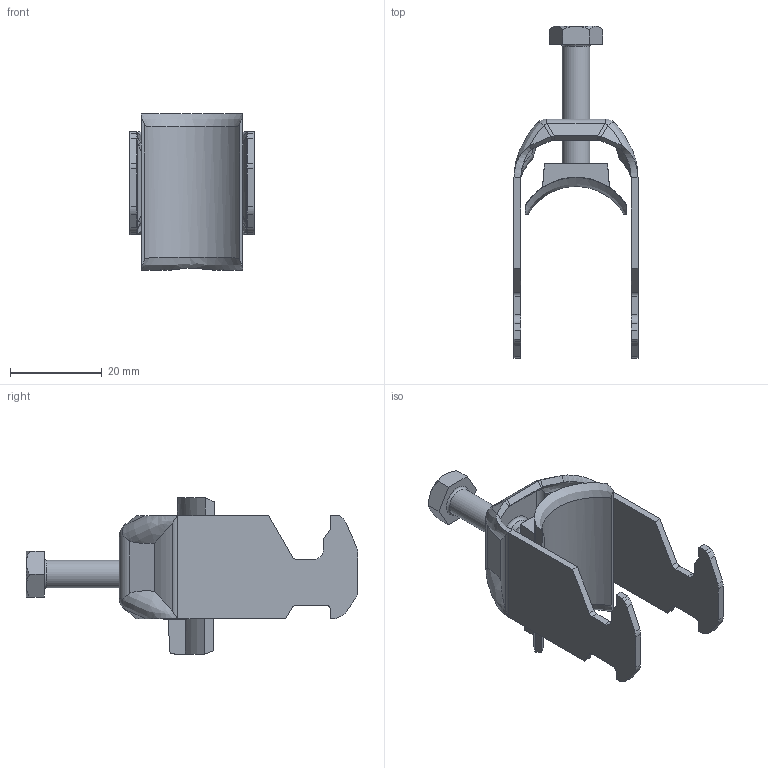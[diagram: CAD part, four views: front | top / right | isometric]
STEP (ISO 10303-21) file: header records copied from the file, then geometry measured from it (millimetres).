
FILE_DESCRIPTION (( 'STEP AP214' ), '1' );
FILE_NAME ('1186416.stp', '2023-09-13T07:12:23', ( '' ), ( '' ), 'SwSTEP 2.0', 'SolidWorks 2022', '' );
FILE_SCHEMA (( 'AUTOMOTIVE_DESIGN' ));
Length unit declared in the file: millimetre
Products named in the file (5): EB101-04-02_Einspritzpunkt Links; 142951_M6 x 26; EB101-00-04_Standard; 157093_1Fach; 1186416
Assembly tree (4 placements, depth 2):
  1186416
    157093_1Fach
    142951_M6 x 26
    EB101-00-04_Standard
    EB101-04-02_Einspritzpunkt Links
Bounding box: 27 x 72.25 x 34.04 mm (x, y, z)
Volume: 6932.7 mm3; surface area: 9349 mm2
Topology: 4 solids, 4 shells, 249 faces, 635 edges, 387 vertices
Faces by surface type: plane 125, bspline 60, cylinder 47, sphere 8, cone 7, torus 2
Full cylindrical faces by diameter (mm): 2.9 x1, 3.2 x1, 4.2 x2, 6 x1, 7.2 x1, 8.2 x1
Entity records: 14374 total; most frequent: CARTESIAN_POINT 8870, ORIENTED_EDGE 1210, DIRECTION 911, EDGE_CURVE 605, VERTEX_POINT 383, AXIS2_PLACEMENT_3D 309, VECTOR 293, LINE 293
